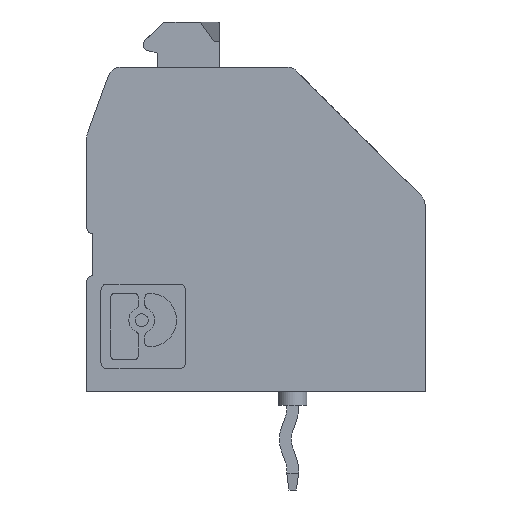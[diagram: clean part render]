
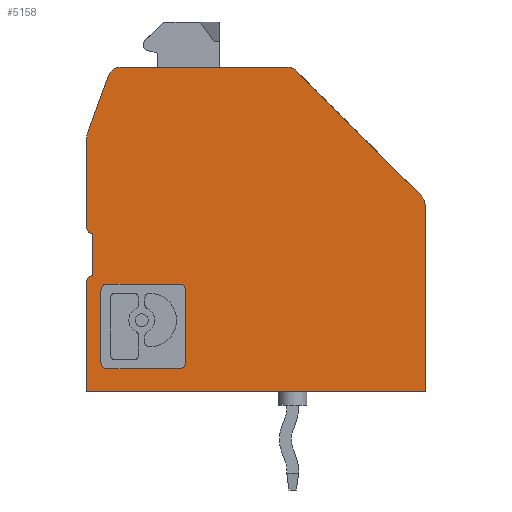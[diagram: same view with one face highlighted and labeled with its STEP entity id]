
A CAD part, left-side view. The second image highlights one B-rep face of the part: STEP entity #5158.
In plain terms, the highlighted face is planar.
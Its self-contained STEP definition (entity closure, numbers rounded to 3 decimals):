
#324=CIRCLE('',#5655,0.5);
#325=CIRCLE('',#5656,0.5);
#326=CIRCLE('',#5657,0.5);
#327=CIRCLE('',#5658,0.5);
#328=CIRCLE('',#5659,0.2);
#329=CIRCLE('',#5660,0.2);
#330=CIRCLE('',#5661,0.211);
#331=CIRCLE('',#5662,0.211);
#332=CIRCLE('',#5663,0.211);
#333=CIRCLE('',#5664,0.211);
#362=FACE_BOUND('',#856,.T.);
#578=FACE_OUTER_BOUND('',#855,.T.);
#855=EDGE_LOOP('',(#4264,#4265,#4266,#4267,#4268,#4269,#4270,#4271,#4272,
#4273,#4274,#4275,#4276,#4277));
#856=EDGE_LOOP('',(#4278,#4279,#4280,#4281,#4282,#4283,#4284,#4285));
#1328=LINE('',#8512,#1832);
#1329=LINE('',#8514,#1833);
#1330=LINE('',#8518,#1834);
#1331=LINE('',#8522,#1835);
#1332=LINE('',#8526,#1836);
#1333=LINE('',#8530,#1837);
#1334=LINE('',#8534,#1838);
#1335=LINE('',#8537,#1839);
#1336=LINE('',#8542,#1840);
#1337=LINE('',#8546,#1841);
#1338=LINE('',#8550,#1842);
#1339=LINE('',#8553,#1843);
#1832=VECTOR('',#6932,1.);
#1833=VECTOR('',#6933,1.);
#1834=VECTOR('',#6936,1.);
#1835=VECTOR('',#6939,1.);
#1836=VECTOR('',#6942,1.);
#1837=VECTOR('',#6945,1.);
#1838=VECTOR('',#6948,1.);
#1839=VECTOR('',#6951,1.);
#1840=VECTOR('',#6954,1.);
#1841=VECTOR('',#6957,1.);
#1842=VECTOR('',#6960,1.);
#1843=VECTOR('',#6963,1.);
#2312=VERTEX_POINT('',#8510);
#2313=VERTEX_POINT('',#8511);
#2314=VERTEX_POINT('',#8513);
#2315=VERTEX_POINT('',#8515);
#2316=VERTEX_POINT('',#8517);
#2317=VERTEX_POINT('',#8519);
#2318=VERTEX_POINT('',#8521);
#2319=VERTEX_POINT('',#8523);
#2320=VERTEX_POINT('',#8525);
#2321=VERTEX_POINT('',#8527);
#2322=VERTEX_POINT('',#8529);
#2323=VERTEX_POINT('',#8531);
#2324=VERTEX_POINT('',#8533);
#2325=VERTEX_POINT('',#8535);
#2326=VERTEX_POINT('',#8538);
#2327=VERTEX_POINT('',#8539);
#2328=VERTEX_POINT('',#8541);
#2329=VERTEX_POINT('',#8543);
#2330=VERTEX_POINT('',#8545);
#2331=VERTEX_POINT('',#8547);
#2332=VERTEX_POINT('',#8549);
#2333=VERTEX_POINT('',#8551);
#2977=EDGE_CURVE('',#2312,#2313,#1328,.T.);
#2978=EDGE_CURVE('',#2313,#2314,#1329,.T.);
#2979=EDGE_CURVE('',#2314,#2315,#324,.T.);
#2980=EDGE_CURVE('',#2315,#2316,#1330,.T.);
#2981=EDGE_CURVE('',#2316,#2317,#325,.T.);
#2982=EDGE_CURVE('',#2317,#2318,#1331,.T.);
#2983=EDGE_CURVE('',#2318,#2319,#326,.T.);
#2984=EDGE_CURVE('',#2319,#2320,#1332,.T.);
#2985=EDGE_CURVE('',#2320,#2321,#327,.T.);
#2986=EDGE_CURVE('',#2321,#2322,#1333,.T.);
#2987=EDGE_CURVE('',#2322,#2323,#328,.T.);
#2988=EDGE_CURVE('',#2323,#2324,#1334,.T.);
#2989=EDGE_CURVE('',#2324,#2325,#329,.T.);
#2990=EDGE_CURVE('',#2325,#2312,#1335,.T.);
#2991=EDGE_CURVE('',#2326,#2327,#330,.T.);
#2992=EDGE_CURVE('',#2327,#2328,#1336,.T.);
#2993=EDGE_CURVE('',#2328,#2329,#331,.T.);
#2994=EDGE_CURVE('',#2329,#2330,#1337,.T.);
#2995=EDGE_CURVE('',#2330,#2331,#332,.T.);
#2996=EDGE_CURVE('',#2331,#2332,#1338,.T.);
#2997=EDGE_CURVE('',#2332,#2333,#333,.T.);
#2998=EDGE_CURVE('',#2333,#2326,#1339,.T.);
#4264=ORIENTED_EDGE('',*,*,#2977,.T.);
#4265=ORIENTED_EDGE('',*,*,#2978,.T.);
#4266=ORIENTED_EDGE('',*,*,#2979,.T.);
#4267=ORIENTED_EDGE('',*,*,#2980,.T.);
#4268=ORIENTED_EDGE('',*,*,#2981,.T.);
#4269=ORIENTED_EDGE('',*,*,#2982,.T.);
#4270=ORIENTED_EDGE('',*,*,#2983,.T.);
#4271=ORIENTED_EDGE('',*,*,#2984,.T.);
#4272=ORIENTED_EDGE('',*,*,#2985,.T.);
#4273=ORIENTED_EDGE('',*,*,#2986,.T.);
#4274=ORIENTED_EDGE('',*,*,#2987,.T.);
#4275=ORIENTED_EDGE('',*,*,#2988,.T.);
#4276=ORIENTED_EDGE('',*,*,#2989,.T.);
#4277=ORIENTED_EDGE('',*,*,#2990,.T.);
#4278=ORIENTED_EDGE('',*,*,#2991,.T.);
#4279=ORIENTED_EDGE('',*,*,#2992,.T.);
#4280=ORIENTED_EDGE('',*,*,#2993,.T.);
#4281=ORIENTED_EDGE('',*,*,#2994,.T.);
#4282=ORIENTED_EDGE('',*,*,#2995,.T.);
#4283=ORIENTED_EDGE('',*,*,#2996,.T.);
#4284=ORIENTED_EDGE('',*,*,#2997,.T.);
#4285=ORIENTED_EDGE('',*,*,#2998,.T.);
#4640=PLANE('',#5654);
#5158=ADVANCED_FACE('',(#578,#362),#4640,.T.);
#5654=AXIS2_PLACEMENT_3D('',#8509,#6930,#6931);
#5655=AXIS2_PLACEMENT_3D('',#8516,#6934,#6935);
#5656=AXIS2_PLACEMENT_3D('',#8520,#6937,#6938);
#5657=AXIS2_PLACEMENT_3D('',#8524,#6940,#6941);
#5658=AXIS2_PLACEMENT_3D('',#8528,#6943,#6944);
#5659=AXIS2_PLACEMENT_3D('',#8532,#6946,#6947);
#5660=AXIS2_PLACEMENT_3D('',#8536,#6949,#6950);
#5661=AXIS2_PLACEMENT_3D('',#8540,#6952,#6953);
#5662=AXIS2_PLACEMENT_3D('',#8544,#6955,#6956);
#5663=AXIS2_PLACEMENT_3D('',#8548,#6958,#6959);
#5664=AXIS2_PLACEMENT_3D('',#8552,#6961,#6962);
#6930=DIRECTION('center_axis',(0.,0.,1.));
#6931=DIRECTION('ref_axis',(1.,0.,0.));
#6932=DIRECTION('',(1.,0.,0.));
#6933=DIRECTION('',(0.,1.,0.));
#6934=DIRECTION('center_axis',(0.,0.,1.));
#6935=DIRECTION('ref_axis',(1.,0.,0.));
#6936=DIRECTION('',(-0.707,0.707,0.));
#6937=DIRECTION('center_axis',(0.,0.,1.));
#6938=DIRECTION('ref_axis',(0.707,0.707,0.));
#6939=DIRECTION('',(-1.,0.,0.));
#6940=DIRECTION('center_axis',(0.,0.,1.));
#6941=DIRECTION('ref_axis',(0.,1.,0.));
#6942=DIRECTION('',(-0.342,-0.94,0.));
#6943=DIRECTION('center_axis',(0.,0.,1.));
#6944=DIRECTION('ref_axis',(-0.94,0.342,0.));
#6945=DIRECTION('',(0.,-1.,0.));
#6946=DIRECTION('center_axis',(0.,0.,1.));
#6947=DIRECTION('ref_axis',(-1.,0.,0.));
#6948=DIRECTION('',(0.,-1.,0.));
#6949=DIRECTION('center_axis',(0.,0.,1.));
#6950=DIRECTION('ref_axis',(0.,1.,0.));
#6951=DIRECTION('',(0.,-1.,0.));
#6952=DIRECTION('center_axis',(0.,0.,-1.));
#6953=DIRECTION('ref_axis',(0.,-1.,0.));
#6954=DIRECTION('',(0.,1.,0.));
#6955=DIRECTION('center_axis',(0.,0.,-1.));
#6956=DIRECTION('ref_axis',(-1.,0.,0.));
#6957=DIRECTION('',(1.,0.,0.));
#6958=DIRECTION('center_axis',(0.,0.,-1.));
#6959=DIRECTION('ref_axis',(0.,1.,0.));
#6960=DIRECTION('',(0.,-1.,0.));
#6961=DIRECTION('center_axis',(0.,0.,-1.));
#6962=DIRECTION('ref_axis',(1.,0.,0.));
#6963=DIRECTION('',(-1.,0.,0.));
#8509=CARTESIAN_POINT('Origin',(11.439,0.,6.43));
#8510=CARTESIAN_POINT('',(0.,0.,6.43));
#8511=CARTESIAN_POINT('',(12.,0.,6.43));
#8512=CARTESIAN_POINT('',(0.,0.,6.43));
#8513=CARTESIAN_POINT('',(12.,6.593,6.43));
#8514=CARTESIAN_POINT('',(12.,0.,6.43));
#8515=CARTESIAN_POINT('',(11.854,6.946,6.43));
#8516=CARTESIAN_POINT('Origin',(11.5,6.593,6.43));
#8517=CARTESIAN_POINT('',(7.446,11.354,6.43));
#8518=CARTESIAN_POINT('',(11.854,6.946,6.43));
#8519=CARTESIAN_POINT('',(7.093,11.5,6.43));
#8520=CARTESIAN_POINT('Origin',(7.093,11.,6.43));
#8521=CARTESIAN_POINT('',(1.224,11.5,6.43));
#8522=CARTESIAN_POINT('',(7.093,11.5,6.43));
#8523=CARTESIAN_POINT('',(0.754,11.171,6.43));
#8524=CARTESIAN_POINT('Origin',(1.224,11.,6.43));
#8525=CARTESIAN_POINT('',(0.03,9.183,6.43));
#8526=CARTESIAN_POINT('',(0.754,11.171,6.43));
#8527=CARTESIAN_POINT('',(0.,9.012,6.43));
#8528=CARTESIAN_POINT('Origin',(0.5,9.012,6.43));
#8529=CARTESIAN_POINT('',(0.,5.8,6.43));
#8530=CARTESIAN_POINT('',(0.,9.012,6.43));
#8531=CARTESIAN_POINT('',(0.2,5.6,6.43));
#8532=CARTESIAN_POINT('Origin',(0.2,5.8,6.43));
#8533=CARTESIAN_POINT('',(0.2,4.1,6.43));
#8534=CARTESIAN_POINT('',(0.2,5.6,6.43));
#8535=CARTESIAN_POINT('',(0.,3.9,6.43));
#8536=CARTESIAN_POINT('Origin',(0.2,3.9,6.43));
#8537=CARTESIAN_POINT('',(0.,3.9,6.43));
#8538=CARTESIAN_POINT('',(0.711,0.8,6.43));
#8539=CARTESIAN_POINT('',(0.5,1.011,6.43));
#8540=CARTESIAN_POINT('Origin',(0.711,1.011,6.43));
#8541=CARTESIAN_POINT('',(0.5,3.589,6.43));
#8542=CARTESIAN_POINT('',(0.5,1.011,6.43));
#8543=CARTESIAN_POINT('',(0.711,3.8,6.43));
#8544=CARTESIAN_POINT('Origin',(0.711,3.589,6.43));
#8545=CARTESIAN_POINT('',(3.289,3.8,6.43));
#8546=CARTESIAN_POINT('',(0.711,3.8,6.43));
#8547=CARTESIAN_POINT('',(3.5,3.589,6.43));
#8548=CARTESIAN_POINT('Origin',(3.289,3.589,6.43));
#8549=CARTESIAN_POINT('',(3.5,1.011,6.43));
#8550=CARTESIAN_POINT('',(3.5,3.589,6.43));
#8551=CARTESIAN_POINT('',(3.289,0.8,6.43));
#8552=CARTESIAN_POINT('Origin',(3.289,1.011,6.43));
#8553=CARTESIAN_POINT('',(3.289,0.8,6.43));
